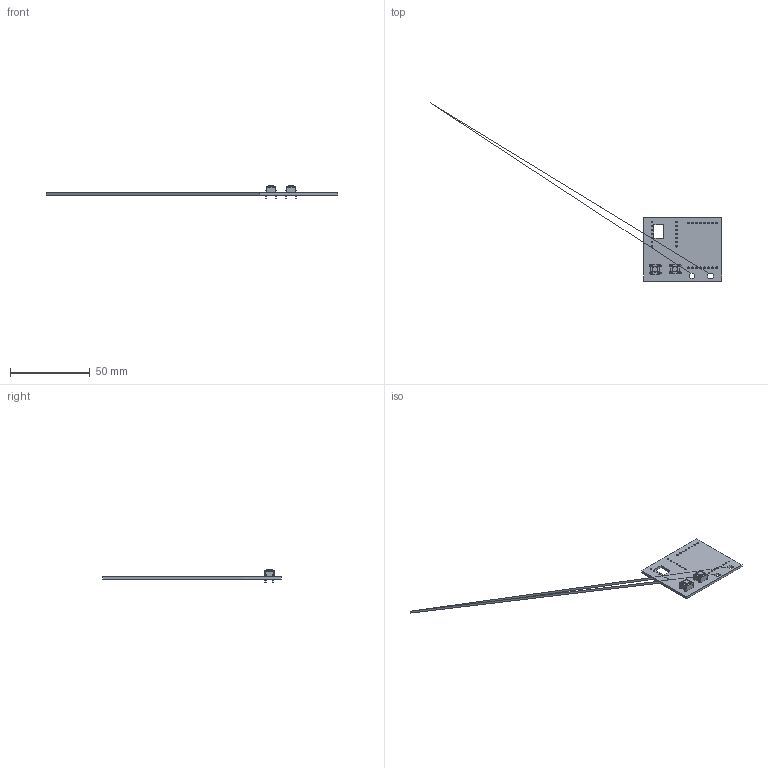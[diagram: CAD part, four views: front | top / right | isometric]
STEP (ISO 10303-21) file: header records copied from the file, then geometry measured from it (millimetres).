
FILE_DESCRIPTION(('KiCad electronic assembly'),'2;1');
FILE_NAME('Loqni module.step','2026-02-26T07:56:56',('Pcbnew'),('Kicad') ,'Open CASCADE STEP processor 7.8','KiCad to STEP converter','Unknown' );
FILE_SCHEMA(('AUTOMOTIVE_DESIGN { 1 0 10303 214 1 1 1 1 }'));
Length unit declared in the file: millimetre
Products named in the file (3): Loqni module 1; SW_PUSH_6mm; Loqni module_PCB
Assembly tree (3 placements, depth 2):
  Loqni module 1
    SW_PUSH_6mm  x2
    Loqni module_PCB
Bounding box: 182.7 x 111.7 x 7.8 mm (x, y, z)
Volume: 283.5 mm3; surface area: 5248.7 mm2
Topology: 2 solids, 4 shells, 310 faces, 856 edges, 558 vertices
Faces by surface type: plane 188, cylinder 120, torus 2
Full cylindrical faces by diameter (mm): 0.889 x13, 1 x23, 1.1 x8, 3.5 x2
Entity records: 7584 total; most frequent: CARTESIAN_POINT 1167, DIRECTION 1161, ORIENTED_EDGE 1142, EDGE_CURVE 579, LINE 415, VECTOR 415, VERTEX_POINT 379, AXIS2_PLACEMENT_3D 373
